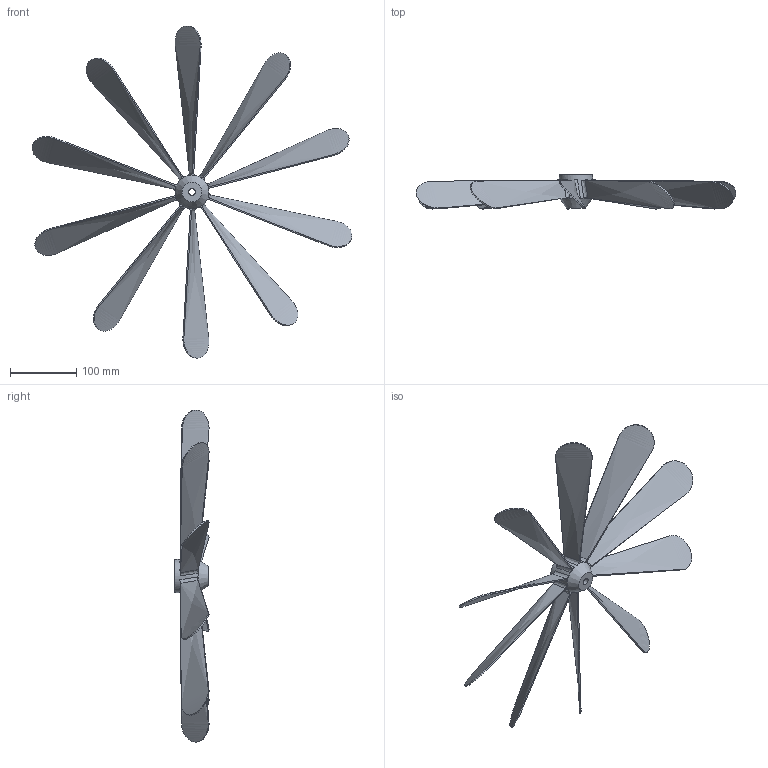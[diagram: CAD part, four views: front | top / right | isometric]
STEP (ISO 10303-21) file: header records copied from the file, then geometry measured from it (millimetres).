
FILE_DESCRIPTION(/* description */ ('Unknown'),/* implementation_level */ '2;1');
FILE_NAME(/* name */ 'windmill blade',/* time_stamp */ '2026-02-15T21:55:28+02:00',/* author */ ('Unknown'),/* organization */ ('Unknown'),/* preprocessor_version */ 'ST-DEVELOPER v20',/* originating_system */ 'Solid Edge',/* authorisation */ 'Unknown');
FILE_SCHEMA (('AUTOMOTIVE_DESIGN {1 0 10303 214 3 1 1}'));
Length unit declared in the file: millimetre
Products named in the file (1): windmill blade
Bounding box: 481.59 x 51.38 x 500 mm (x, y, z)
Volume: 224460.1 mm3; surface area: 214138.8 mm2
Topology: 1 solids, 1 shells, 131 faces, 342 edges, 228 vertices
Faces by surface type: bspline 80, plane 30, cylinder 14, cone 7
Full cylindrical faces by diameter (mm): 10 x1, 50 x1
Entity records: 5230 total; most frequent: CARTESIAN_POINT 2628, ORIENTED_EDGE 670, EDGE_CURVE 335, DIRECTION 282, VERTEX_POINT 225, B_SPLINE_CURVE_WITH_KNOTS 192, EDGE_LOOP 152, FACE_BOUND 152
